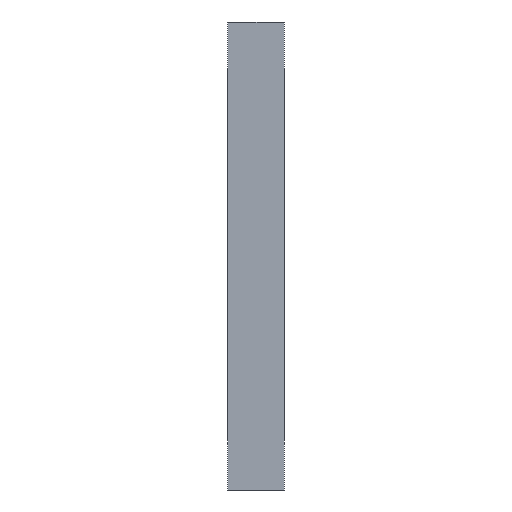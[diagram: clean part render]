
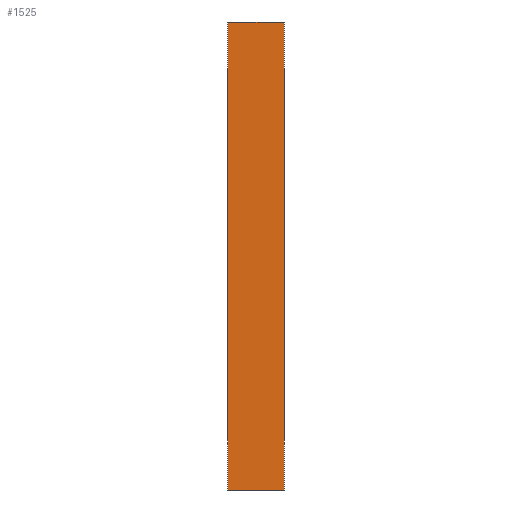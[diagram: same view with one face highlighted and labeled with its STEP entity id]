
A CAD part, left-side view. The second image highlights one B-rep face of the part: STEP entity #1525.
In plain terms, the highlighted planar face has unit normal (-1, 0, 0).
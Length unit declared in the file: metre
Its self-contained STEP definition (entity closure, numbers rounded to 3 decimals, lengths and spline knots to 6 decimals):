
#164=ORIENTED_EDGE('',*,*,#612,.F.);
#165=ORIENTED_EDGE('',*,*,#613,.F.);
#166=ORIENTED_EDGE('',*,*,#614,.T.);
#167=ORIENTED_EDGE('',*,*,#615,.T.);
#612=EDGE_CURVE('',#832,#833,#982,.T.);
#613=EDGE_CURVE('',#834,#832,#983,.T.);
#614=EDGE_CURVE('',#834,#835,#984,.T.);
#615=EDGE_CURVE('',#835,#833,#985,.T.);
#832=VERTEX_POINT('',#2291);
#833=VERTEX_POINT('',#2292);
#834=VERTEX_POINT('',#2294);
#835=VERTEX_POINT('',#2296);
#982=LINE('',#2290,#1138);
#983=LINE('',#2293,#1139);
#984=LINE('',#2295,#1140);
#985=LINE('',#2297,#1141);
#1138=VECTOR('',#1827,1.);
#1139=VECTOR('',#1828,1.);
#1140=VECTOR('',#1829,1.);
#1141=VECTOR('',#1830,1.);
#1279=EDGE_LOOP('',(#164,#165,#166,#167));
#1381=FACE_BOUND('',#1279,.T.);
#1478=PLANE('',#1626);
#1525=ADVANCED_FACE('',(#1381),#1478,.T.);
#1626=AXIS2_PLACEMENT_3D('',#2289,#1825,#1826);
#1825=DIRECTION('',(-1.,0.,0.));
#1826=DIRECTION('',(0.,0.,1.));
#1827=DIRECTION('',(0.,0.,1.));
#1828=DIRECTION('',(0.,1.,0.));
#1829=DIRECTION('',(0.,0.,1.));
#1830=DIRECTION('',(0.,1.,0.));
#2289=CARTESIAN_POINT('',(-0.1375,-0.006,0.025));
#2290=CARTESIAN_POINT('',(-0.1375,0.,0.025));
#2291=CARTESIAN_POINT('',(-0.1375,0.,0.));
#2292=CARTESIAN_POINT('',(-0.1375,0.,0.05));
#2293=CARTESIAN_POINT('',(-0.1375,-0.006,0.));
#2294=CARTESIAN_POINT('',(-0.1375,-0.006,0.));
#2295=CARTESIAN_POINT('',(-0.1375,-0.006,0.025));
#2296=CARTESIAN_POINT('',(-0.1375,-0.006,0.05));
#2297=CARTESIAN_POINT('',(-0.1375,-0.006,0.05));
